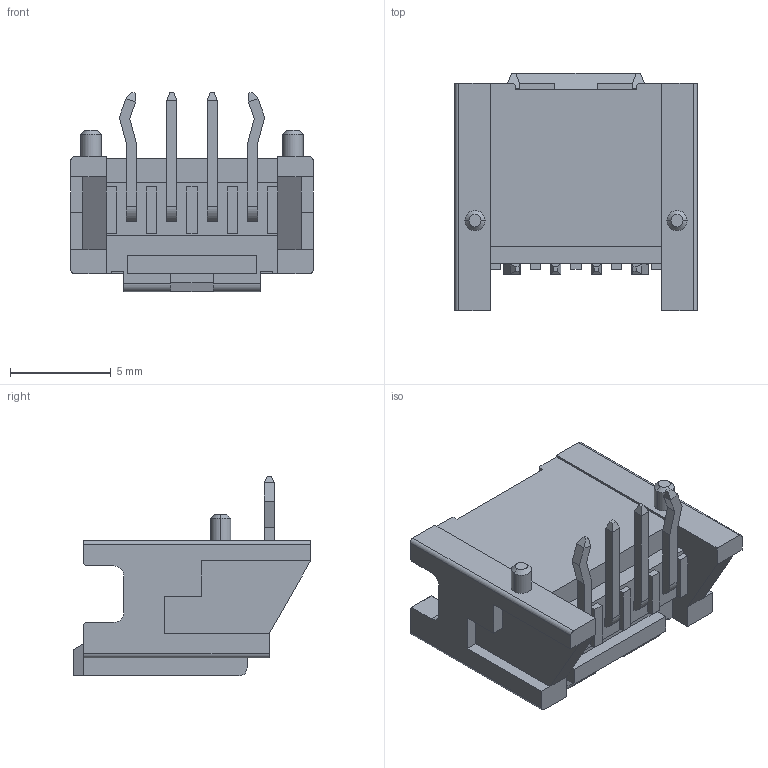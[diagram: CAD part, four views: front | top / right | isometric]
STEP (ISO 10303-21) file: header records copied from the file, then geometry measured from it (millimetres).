
FILE_DESCRIPTION((''),'2;1');
FILE_NAME('559350410','2016-09-16T',('gsharma'),(''),'PRO/ENGINEER BY PARAMETRIC TECHNOLOGY CORPORATION, 2012310','PRO/ENGINEER BY PARAMETRIC TECHNOLOGY CORPORATION, 2012310','');
FILE_SCHEMA(('CONFIG_CONTROL_DESIGN'));
Length unit declared in the file: millimetre
Products named in the file (1): 559350410
Bounding box: 12 x 11.75 x 9.9 mm (x, y, z)
Volume: 306.4 mm3; surface area: 854.1 mm2
Topology: 1 solids, 1 shells, 294 faces, 786 edges, 514 vertices
Faces by surface type: plane 248, cylinder 30, cone 16
Entity records: 8967 total; most frequent: CARTESIAN_POINT 1565, ORIENTED_EDGE 1530, DIRECTION 1464, EDGE_CURVE 765, VECTOR 698, LINE 698, VERTEX_POINT 484, AXIS2_PLACEMENT_3D 383
